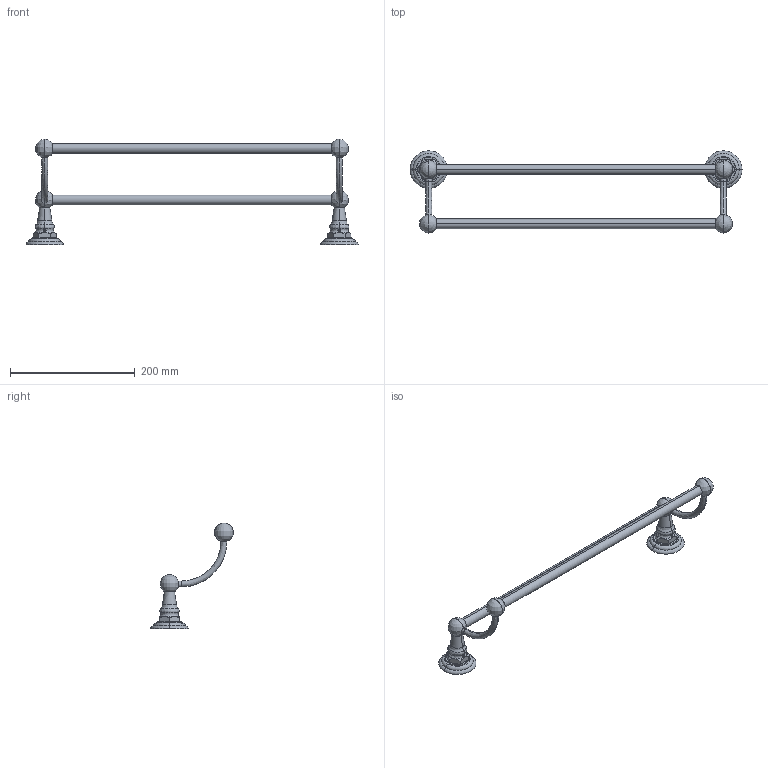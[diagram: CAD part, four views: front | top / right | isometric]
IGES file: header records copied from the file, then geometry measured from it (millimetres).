
Start section:  PTC IGES file: 13-04_sw0001.igs
Global section: file name: 13-04_sw0001.igs; native system: Pro/ENGINEER by Parametric Technology Corporation; preprocessor: 2009300; author: pnmurthy; organization: Unknown; date: 20100604.135112; units: inch
Bounding box: 531.79 x 132.1 x 169.33 mm (x, y, z)
Surface area: 87822.3 mm2 (no closed solid volume)
Topology: 0 solids, 0 shells, 110 faces, 502 edges, 494 vertices
Faces by surface type: revolution 76, bspline 34
